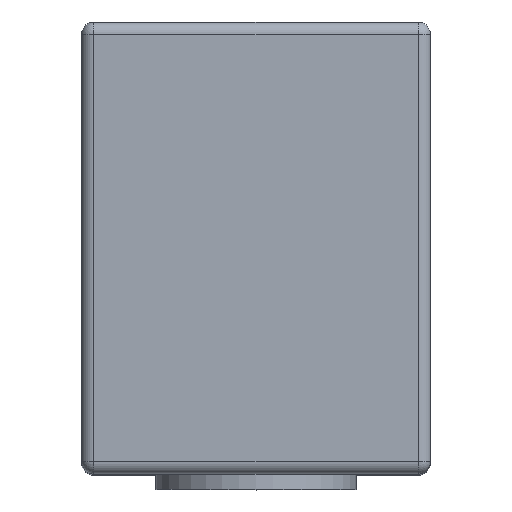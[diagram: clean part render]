
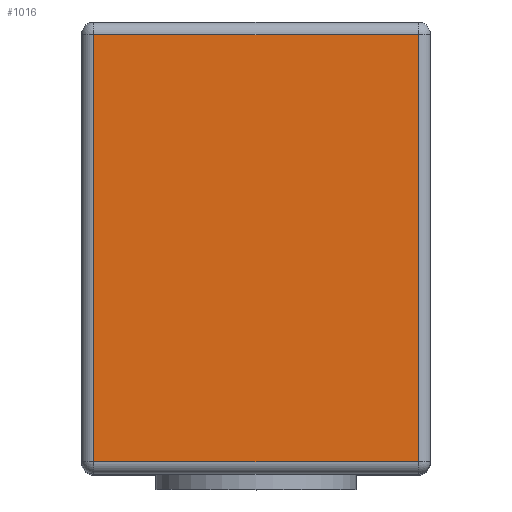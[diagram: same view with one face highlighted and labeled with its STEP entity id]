
A CAD part, top view. The second image highlights one B-rep face of the part: STEP entity #1016.
In plain terms, the highlighted planar face has unit normal (0, 0, 1).
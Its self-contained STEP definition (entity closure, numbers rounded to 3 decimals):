
#56=DIRECTION('',(1.,0.,0.));
#57=VECTOR('',#56,12.9);
#58=CARTESIAN_POINT('',(-6.45,-8.5,0.));
#59=LINE('',#58,#57);
#64=DIRECTION('',(0.,-1.,0.));
#65=VECTOR('',#64,17.);
#66=CARTESIAN_POINT('',(-6.45,8.5,0.));
#67=LINE('',#66,#65);
#71=DIRECTION('',(-1.,0.,0.));
#72=VECTOR('',#71,12.9);
#73=CARTESIAN_POINT('',(6.45,8.5,0.));
#74=LINE('',#73,#72);
#78=DIRECTION('',(0.,1.,0.));
#79=VECTOR('',#78,17.);
#80=CARTESIAN_POINT('',(6.45,-8.5,0.));
#81=LINE('',#80,#79);
#881=CARTESIAN_POINT('',(-6.45,-8.5,0.));
#882=CARTESIAN_POINT('',(6.45,-8.5,0.));
#883=VERTEX_POINT('',#881);
#884=VERTEX_POINT('',#882);
#889=CARTESIAN_POINT('',(6.45,8.5,0.));
#890=VERTEX_POINT('',#889);
#891=CARTESIAN_POINT('',(-6.45,8.5,0.));
#892=VERTEX_POINT('',#891);
#1001=CARTESIAN_POINT('',(0.,0.,0.));
#1002=DIRECTION('',(0.,0.,1.));
#1003=DIRECTION('',(1.,0.,0.));
#1004=AXIS2_PLACEMENT_3D('',#1001,#1002,#1003);
#1005=PLANE('',#1004);
#1007=ORIENTED_EDGE('',*,*,#1006,.F.);
#1009=ORIENTED_EDGE('',*,*,#1008,.F.);
#1011=ORIENTED_EDGE('',*,*,#1010,.F.);
#1013=ORIENTED_EDGE('',*,*,#1012,.F.);
#1014=EDGE_LOOP('',(#1007,#1009,#1011,#1013));
#1015=FACE_OUTER_BOUND('',#1014,.F.);
#1016=ADVANCED_FACE('',(#1015),#1005,.T.);
#1006=EDGE_CURVE('',#883,#884,#59,.T.);
#1008=EDGE_CURVE('',#892,#883,#67,.T.);
#1010=EDGE_CURVE('',#890,#892,#74,.T.);
#1012=EDGE_CURVE('',#884,#890,#81,.T.);
